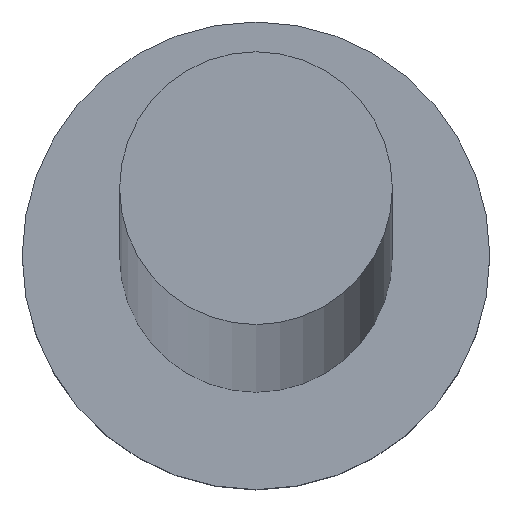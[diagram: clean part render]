
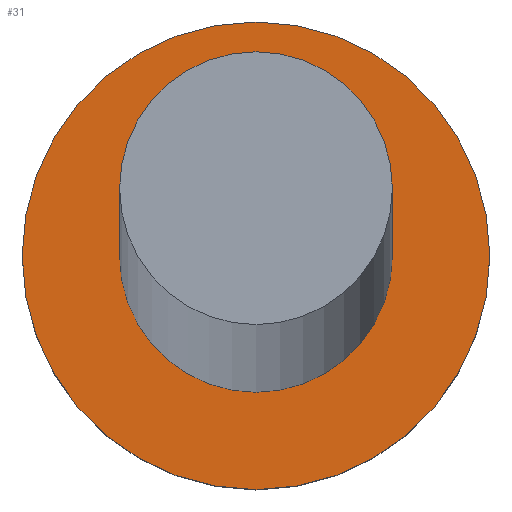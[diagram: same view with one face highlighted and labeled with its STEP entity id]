
A CAD part, top view. The second image highlights one B-rep face of the part: STEP entity #31.
In plain terms, the highlighted planar face has unit normal (0, 0, 1).
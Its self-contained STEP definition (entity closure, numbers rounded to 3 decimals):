
#5 = CARTESIAN_POINT ( 'NONE',  ( 0., 0., 5. ) ) ;
#10 = AXIS2_PLACEMENT_3D ( 'NONE', #151, #128, #70 ) ;
#18 = EDGE_CURVE ( 'NONE', #182, #220, #83, .T. ) ;
#23 = ORIENTED_EDGE ( 'NONE', *, *, #18, .T. ) ;
#28 = VERTEX_POINT ( 'NONE', #50 ) ;
#30 = CARTESIAN_POINT ( 'NONE',  ( -3.5, 0., 5. ) ) ;
#31 = ADVANCED_FACE ( 'NONE', ( #75, #36 ), #52, .T. ) ;
#36 = FACE_OUTER_BOUND ( 'NONE', #142, .T. ) ;
#39 = DIRECTION ( 'NONE',  ( 1., 0., 0. ) ) ;
#43 = EDGE_CURVE ( 'NONE', #220, #182, #115, .T. ) ;
#50 = CARTESIAN_POINT ( 'NONE',  ( 3.5, 0., 5. ) ) ;
#52 = PLANE ( 'NONE',  #102 ) ;
#59 = CARTESIAN_POINT ( 'NONE',  ( 0., 0., 5. ) ) ;
#64 = CARTESIAN_POINT ( 'NONE',  ( 0., 0., 5. ) ) ;
#70 = DIRECTION ( 'NONE',  ( 1., 0., 0. ) ) ;
#75 = FACE_BOUND ( 'NONE', #140, .T. ) ;
#79 = DIRECTION ( 'NONE',  ( 0., 0., 1. ) ) ;
#83 = CIRCLE ( 'NONE', #97, 6. ) ;
#86 = DIRECTION ( 'NONE',  ( 0., 0., 1. ) ) ;
#95 = ORIENTED_EDGE ( 'NONE', *, *, #104, .F. ) ;
#97 = AXIS2_PLACEMENT_3D ( 'NONE', #59, #196, #113 ) ;
#99 = DIRECTION ( 'NONE',  ( 1., 0., 0. ) ) ;
#102 = AXIS2_PLACEMENT_3D ( 'NONE', #134, #214, #99 ) ;
#104 = EDGE_CURVE ( 'NONE', #202, #28, #127, .T. ) ;
#113 = DIRECTION ( 'NONE',  ( 1., 0., 0. ) ) ;
#115 = CIRCLE ( 'NONE', #145, 6. ) ;
#121 = ORIENTED_EDGE ( 'NONE', *, *, #219, .F. ) ;
#122 = CARTESIAN_POINT ( 'NONE',  ( 6., 0., 5. ) ) ;
#127 = CIRCLE ( 'NONE', #10, 3.5 ) ;
#128 = DIRECTION ( 'NONE',  ( 0., 0., 1. ) ) ;
#134 = CARTESIAN_POINT ( 'NONE',  ( 0., 0., 5. ) ) ;
#140 = EDGE_LOOP ( 'NONE', ( #95, #121 ) ) ;
#142 = EDGE_LOOP ( 'NONE', ( #158, #23 ) ) ;
#145 = AXIS2_PLACEMENT_3D ( 'NONE', #5, #79, #39 ) ;
#149 = DIRECTION ( 'NONE',  ( 1., 0., 0. ) ) ;
#151 = CARTESIAN_POINT ( 'NONE',  ( 0., 0., 5. ) ) ;
#158 = ORIENTED_EDGE ( 'NONE', *, *, #43, .T. ) ;
#172 = CIRCLE ( 'NONE', #246, 3.5 ) ;
#182 = VERTEX_POINT ( 'NONE', #122 ) ;
#196 = DIRECTION ( 'NONE',  ( 0., 0., 1. ) ) ;
#201 = CARTESIAN_POINT ( 'NONE',  ( -6., 0., 5. ) ) ;
#202 = VERTEX_POINT ( 'NONE', #30 ) ;
#214 = DIRECTION ( 'NONE',  ( 0., 0., 1. ) ) ;
#219 = EDGE_CURVE ( 'NONE', #28, #202, #172, .T. ) ;
#220 = VERTEX_POINT ( 'NONE', #201 ) ;
#246 = AXIS2_PLACEMENT_3D ( 'NONE', #64, #86, #149 ) ;
